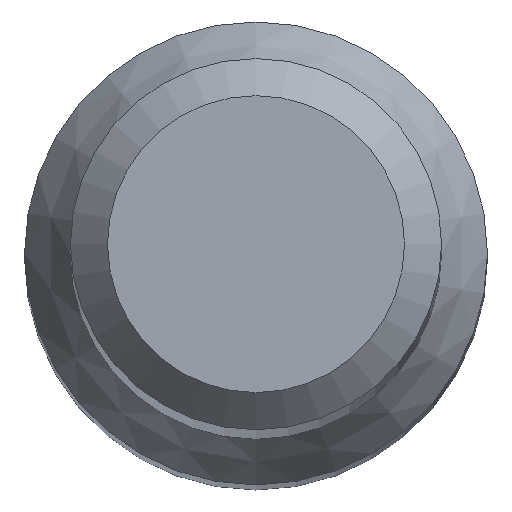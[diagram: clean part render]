
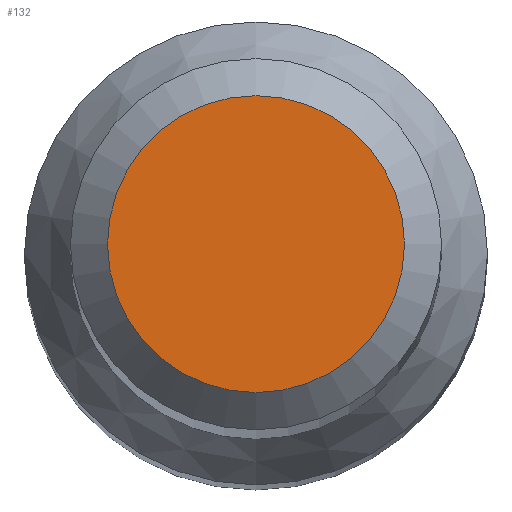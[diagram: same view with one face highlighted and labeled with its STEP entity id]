
A CAD part, top view. The second image highlights one B-rep face of the part: STEP entity #132.
In plain terms, the highlighted planar face has unit normal (0, 0, 1).
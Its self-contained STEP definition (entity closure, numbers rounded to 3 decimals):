
#8 = AXIS2_PLACEMENT_3D ( 'NONE', #85, #82, #164 ) ;
#21 = FACE_OUTER_BOUND ( 'NONE', #183, .T. ) ;
#82 = DIRECTION ( 'NONE',  ( 0., 0., -1. ) ) ;
#85 = CARTESIAN_POINT ( 'NONE',  ( 0., 0., 56. ) ) ;
#94 = VERTEX_POINT ( 'NONE', #241 ) ;
#96 = DIRECTION ( 'NONE',  ( 0., 0., -1. ) ) ;
#115 = PLANE ( 'NONE',  #205 ) ;
#122 = EDGE_CURVE ( 'NONE', #94, #94, #224, .T. ) ;
#132 = ADVANCED_FACE ( 'NONE', ( #21 ), #115, .F. ) ;
#152 = CARTESIAN_POINT ( 'NONE',  ( 0., 0., 56. ) ) ;
#164 = DIRECTION ( 'NONE',  ( 0., 1., 0. ) ) ;
#183 = EDGE_LOOP ( 'NONE', ( #208 ) ) ;
#194 = DIRECTION ( 'NONE',  ( 0., 1., 0. ) ) ;
#205 = AXIS2_PLACEMENT_3D ( 'NONE', #152, #96, #194 ) ;
#208 = ORIENTED_EDGE ( 'NONE', *, *, #122, .F. ) ;
#224 = CIRCLE ( 'NONE', #8, 1. ) ;
#241 = CARTESIAN_POINT ( 'NONE',  ( 0., 1., 56. ) ) ;
